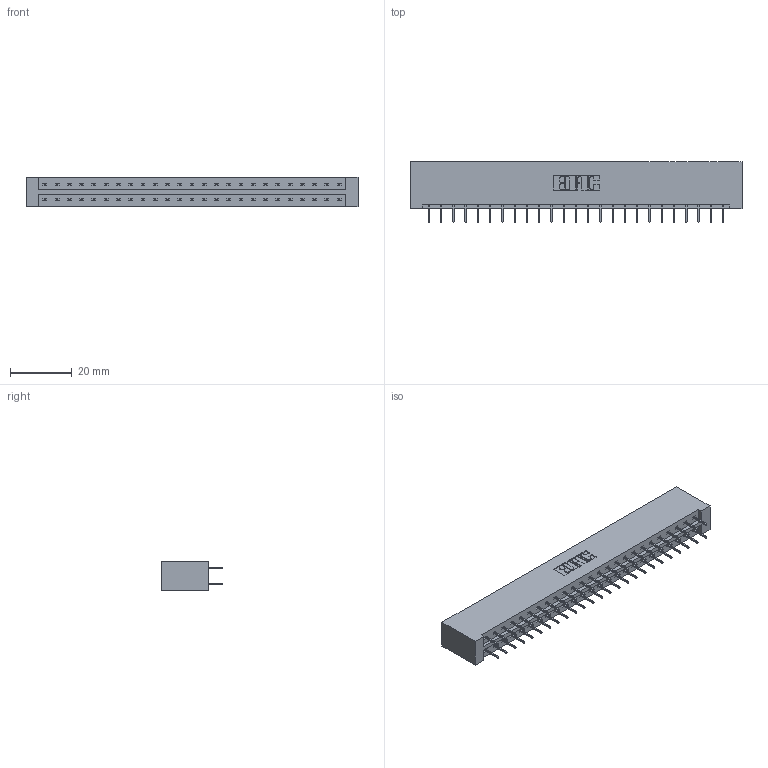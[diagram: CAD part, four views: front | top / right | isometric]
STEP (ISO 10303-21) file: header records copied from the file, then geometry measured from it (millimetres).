
FILE_DESCRIPTION (( 'STEP AP203' ), '1' );
FILE_NAME ('833-050-524-201.STEP', '2020-06-04T17:20:56', ( '' ), ( '' ), 'SwSTEP 2.0', 'SolidWorks 2020', '' );
FILE_SCHEMA (( 'CONFIG_CONTROL_DESIGN' ));
Length unit declared in the file: inch
Products named in the file (3): 833 Part_Lugless; 833-050-524-201; 345-292-001_345-293-124
Assembly tree (51 placements, depth 2):
  833-050-524-201
    833 Part_Lugless
    345-292-001_345-293-124  x50
Bounding box: 107.31 x 19.69 x 9.4 mm (x, y, z)
Volume: 11353.8 mm3; surface area: 13037.6 mm2
Topology: 51 solids, 51 shells, 2906 faces, 8237 edges, 5290 vertices
Faces by surface type: plane 2166, cylinder 740
Entity records: 18079 total; most frequent: CARTESIAN_POINT 3014, ORIENTED_EDGE 2950, DIRECTION 2599, EDGE_CURVE 1475, LINE 1359, VECTOR 1359, VERTEX_POINT 978, AXIS2_PLACEMENT_3D 620
